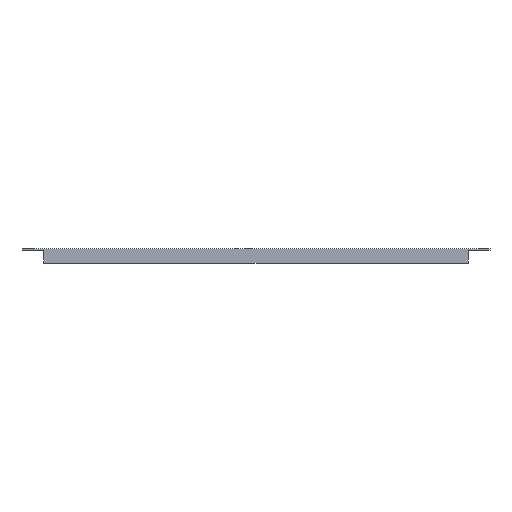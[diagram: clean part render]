
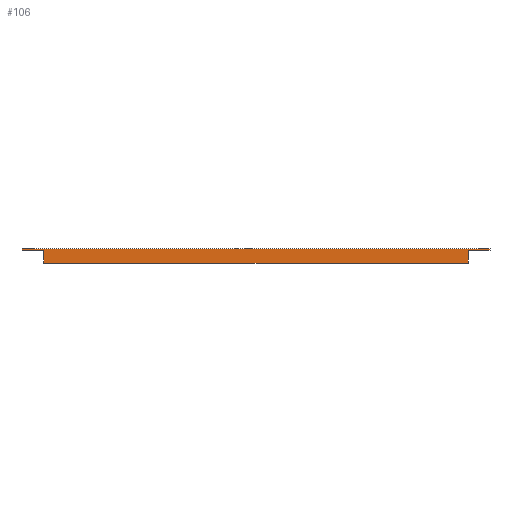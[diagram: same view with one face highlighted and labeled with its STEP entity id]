
A CAD part, front view. The second image highlights one B-rep face of the part: STEP entity #106.
In plain terms, the highlighted planar face has unit normal (0, -1, 0).
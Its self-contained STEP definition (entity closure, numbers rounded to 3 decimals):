
#27 = EDGE_LOOP ( 'NONE', ( #369, #324, #357, #343, #318, #305, #328, #901 ) ) ;
#38 = VECTOR ( 'NONE', #690, 1000. ) ;
#54 = LINE ( 'NONE', #702, #38 ) ;
#81 = VECTOR ( 'NONE', #759, 1000. ) ;
#96 = EDGE_CURVE ( 'NONE', #813, #479, #697, .T. ) ;
#106 = ADVANCED_FACE ( 'NONE', ( #685 ), #814, .F. ) ;
#109 = LINE ( 'NONE', #784, #81 ) ;
#112 = VECTOR ( 'NONE', #801, 1000. ) ;
#129 = LINE ( 'NONE', #808, #112 ) ;
#132 = EDGE_CURVE ( 'NONE', #995, #439, #667, .T. ) ;
#225 = CARTESIAN_POINT ( 'NONE',  ( 222., -148.5, -1.5 ) ) ;
#237 = VECTOR ( 'NONE', #1005, 1000. ) ;
#251 = LINE ( 'NONE', #1020, #237 ) ;
#266 = CARTESIAN_POINT ( 'NONE',  ( -222., -148.5, -15. ) ) ;
#272 = CARTESIAN_POINT ( 'NONE',  ( 245., -148.5, -1.5 ) ) ;
#275 = CARTESIAN_POINT ( 'NONE',  ( -222., -148.5, -15. ) ) ;
#281 = CARTESIAN_POINT ( 'NONE',  ( -245., -148.5, 0. ) ) ;
#283 = DIRECTION ( 'NONE',  ( 0., 0., -1. ) ) ;
#284 = CARTESIAN_POINT ( 'NONE',  ( 245., -148.5, 0. ) ) ;
#305 = ORIENTED_EDGE ( 'NONE', *, *, #691, .T. ) ;
#311 = AXIS2_PLACEMENT_3D ( 'NONE', #827, #795, #780 ) ;
#318 = ORIENTED_EDGE ( 'NONE', *, *, #515, .T. ) ;
#324 = ORIENTED_EDGE ( 'NONE', *, *, #679, .T. ) ;
#328 = ORIENTED_EDGE ( 'NONE', *, *, #428, .T. ) ;
#339 = CARTESIAN_POINT ( 'NONE',  ( -222., -148.5, -1.5 ) ) ;
#343 = ORIENTED_EDGE ( 'NONE', *, *, #574, .T. ) ;
#357 = ORIENTED_EDGE ( 'NONE', *, *, #132, .F. ) ;
#366 = VECTOR ( 'NONE', #972, 1000. ) ;
#369 = ORIENTED_EDGE ( 'NONE', *, *, #96, .T. ) ;
#401 = LINE ( 'NONE', #987, #366 ) ;
#408 = CARTESIAN_POINT ( 'NONE',  ( -245., -148.5, -1.5 ) ) ;
#428 = EDGE_CURVE ( 'NONE', #1000, #989, #555, .T. ) ;
#439 = VERTEX_POINT ( 'NONE', #272 ) ;
#479 = VERTEX_POINT ( 'NONE', #225 ) ;
#480 = CARTESIAN_POINT ( 'NONE',  ( 222., -148.5, -15. ) ) ;
#515 = EDGE_CURVE ( 'NONE', #1002, #910, #401, .T. ) ;
#520 = VECTOR ( 'NONE', #283, 1000. ) ;
#555 = LINE ( 'NONE', #275, #520 ) ;
#574 = EDGE_CURVE ( 'NONE', #995, #1002, #251, .T. ) ;
#646 = VECTOR ( 'NONE', #664, 1000. ) ;
#651 = CARTESIAN_POINT ( 'NONE',  ( 245., -148.5, 0. ) ) ;
#664 = DIRECTION ( 'NONE',  ( 0., 0., -1. ) ) ;
#667 = LINE ( 'NONE', #651, #646 ) ;
#679 = EDGE_CURVE ( 'NONE', #479, #439, #129, .T. ) ;
#685 = FACE_OUTER_BOUND ( 'NONE', #27, .T. ) ;
#690 = DIRECTION ( 'NONE',  ( -1., 0., 0. ) ) ;
#691 = EDGE_CURVE ( 'NONE', #910, #1000, #109, .T. ) ;
#697 = LINE ( 'NONE', #955, #731 ) ;
#700 = EDGE_CURVE ( 'NONE', #813, #989, #54, .T. ) ;
#702 = CARTESIAN_POINT ( 'NONE',  ( 245., -148.5, -15. ) ) ;
#731 = VECTOR ( 'NONE', #952, 1000. ) ;
#759 = DIRECTION ( 'NONE',  ( 1., 0., 0. ) ) ;
#780 = DIRECTION ( 'NONE',  ( 0., 0., 1. ) ) ;
#784 = CARTESIAN_POINT ( 'NONE',  ( -245., -148.5, -1.5 ) ) ;
#795 = DIRECTION ( 'NONE',  ( 0., 1., 0. ) ) ;
#801 = DIRECTION ( 'NONE',  ( 1., 0., 0. ) ) ;
#808 = CARTESIAN_POINT ( 'NONE',  ( 245., -148.5, -1.5 ) ) ;
#813 = VERTEX_POINT ( 'NONE', #480 ) ;
#814 = PLANE ( 'NONE',  #311 ) ;
#827 = CARTESIAN_POINT ( 'NONE',  ( 245., -148.5, 0. ) ) ;
#901 = ORIENTED_EDGE ( 'NONE', *, *, #700, .F. ) ;
#910 = VERTEX_POINT ( 'NONE', #408 ) ;
#952 = DIRECTION ( 'NONE',  ( 0., 0., 1. ) ) ;
#955 = CARTESIAN_POINT ( 'NONE',  ( 222., -148.5, -15. ) ) ;
#972 = DIRECTION ( 'NONE',  ( 0., 0., -1. ) ) ;
#987 = CARTESIAN_POINT ( 'NONE',  ( -245., -148.5, 0. ) ) ;
#989 = VERTEX_POINT ( 'NONE', #266 ) ;
#995 = VERTEX_POINT ( 'NONE', #284 ) ;
#1000 = VERTEX_POINT ( 'NONE', #339 ) ;
#1002 = VERTEX_POINT ( 'NONE', #281 ) ;
#1005 = DIRECTION ( 'NONE',  ( -1., 0., 0. ) ) ;
#1020 = CARTESIAN_POINT ( 'NONE',  ( 245., -148.5, 0. ) ) ;
